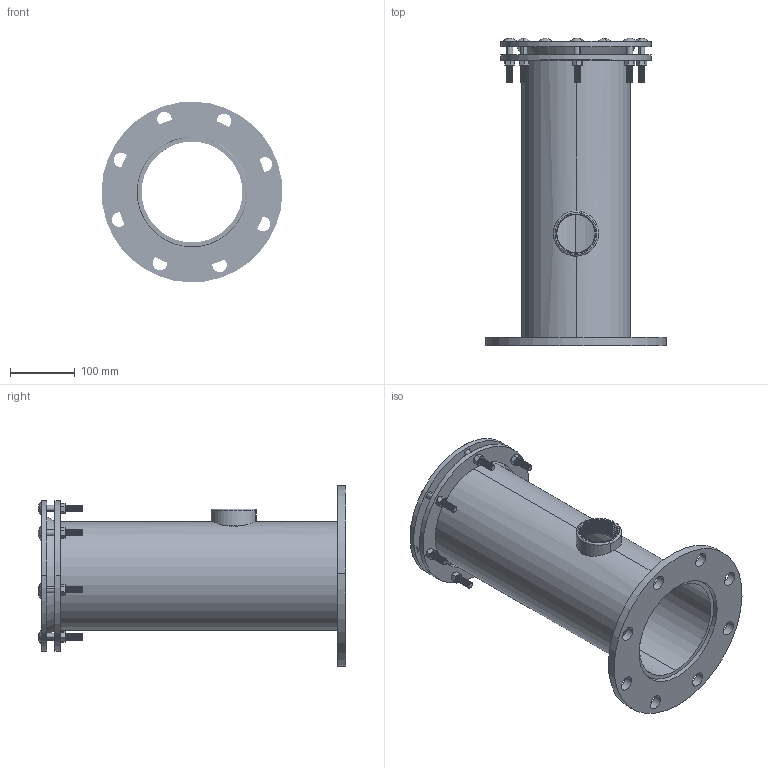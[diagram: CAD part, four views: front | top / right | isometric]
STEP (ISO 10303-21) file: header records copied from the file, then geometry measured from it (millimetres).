
FILE_DESCRIPTION (( 'STEP AP214' ), '1' );
FILE_NAME ('1036-062I.STEP', '2021-02-12T19:46:35', ( '' ), ( '' ), 'SwSTEP 2.0', 'SolidWorks 2021', '' );
FILE_SCHEMA (( 'AUTOMOTIVE_DESIGN' ));
Length unit declared in the file: inch
Products named in the file (8): 1020-06I; THC-0200; 21867; 1036_1036-06I; 1036-062I; Coupler Rings_1031-IL0600; Coupler Rings_1033-IW0600; 36306
Assembly tree (19 placements, depth 2):
  1036-062I
    1036_1036-06I
    Coupler Rings_1031-IL0600
    Coupler Rings_1033-IW0600
    36306  x7
    21867  x7
    THC-0200
    1020-06I
Bounding box: 279.26 x 475.18 x 279.26 mm (x, y, z)
Volume: 2294568.1 mm3; surface area: 720631.6 mm2
Topology: 26 solids, 26 shells, 1147 faces, 2884 edges, 1801 vertices
Faces by surface type: cylinder 622, cone 228, plane 215, sphere 56, bspline 24, torus 2
Entity records: 20417 total; most frequent: CARTESIAN_POINT 13162, ORIENTED_EDGE 1556, DIRECTION 1280, EDGE_CURVE 778, VERTEX_POINT 499, AXIS2_PLACEMENT_3D 451, LINE 378, VECTOR 378
